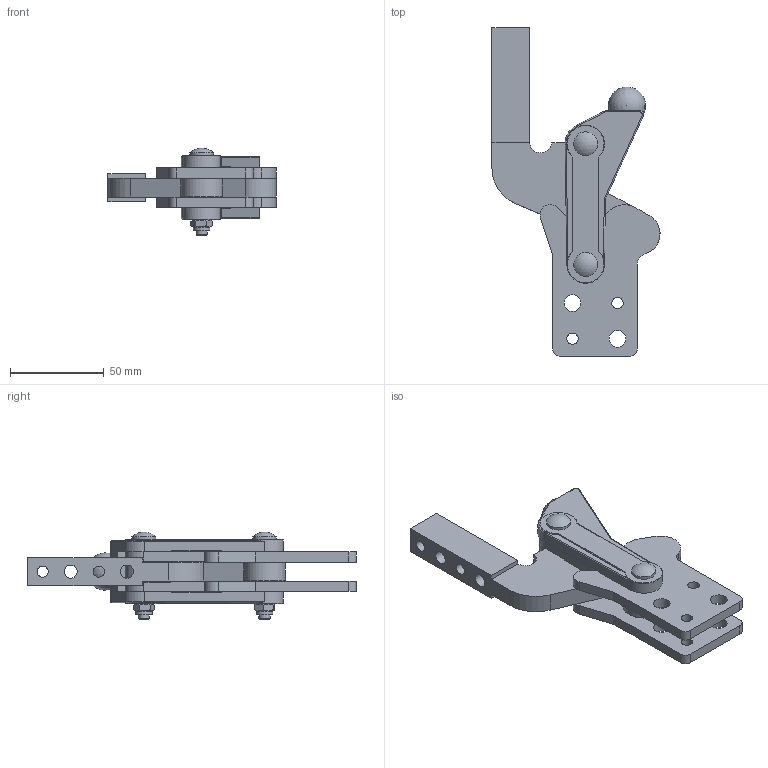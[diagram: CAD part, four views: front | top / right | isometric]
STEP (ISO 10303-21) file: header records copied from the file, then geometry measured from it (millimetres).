
FILE_DESCRIPTION(/* description */ (''),/* implementation_level */ '2;1');
FILE_NAME(/* name */ 'M19-21-43.stp',/* time_stamp */ '2016-09-14T14:00:06+01:00',/* author */ ('carl'),/* organization */ (''),/* preprocessor_version */ 'ST-DEVELOPER v16.1',/* originating_system */ 'Autodesk Inventor 2016',/* authorisation */ '');
FILE_SCHEMA (('AUTOMOTIVE_DESIGN { 1 0 10303 214 3 1 1 }'));
Length unit declared in the file: millimetre
Products named in the file (5): M19-21-43_1; M19-21-43_2; M19-21-43_3; M19-21-43_4; M19-21-43
Assembly tree (4 placements, depth 2):
  M19-21-43
    M19-21-43_1
    M19-21-43_2
    M19-21-43_3
    M19-21-43_4
Bounding box: 89.7 x 175.4 x 46.75 mm (x, y, z)
Volume: 141471 mm3; surface area: 54719.2 mm2
Topology: 4 solids, 7 shells, 193 faces, 494 edges, 322 vertices
Faces by surface type: plane 94, cylinder 76, cone 10, torus 10, sphere 3
Full cylindrical faces by diameter (mm): 6 x10, 7 x2, 8 x10, 8.9 x2, 9 x4, 12.7 x3, 13 x1, 22.225 x1
Entity records: 5801 total; most frequent: CARTESIAN_POINT 1134, DIRECTION 970, ORIENTED_EDGE 874, EDGE_CURVE 437, AXIS2_PLACEMENT_3D 369, VERTEX_POINT 309, EDGE_LOOP 290, LINE 232
